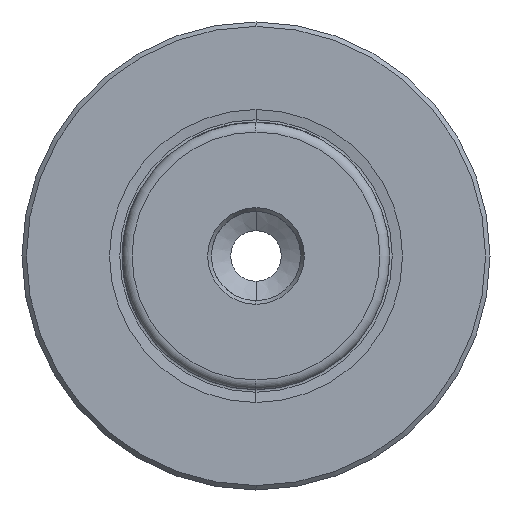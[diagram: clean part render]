
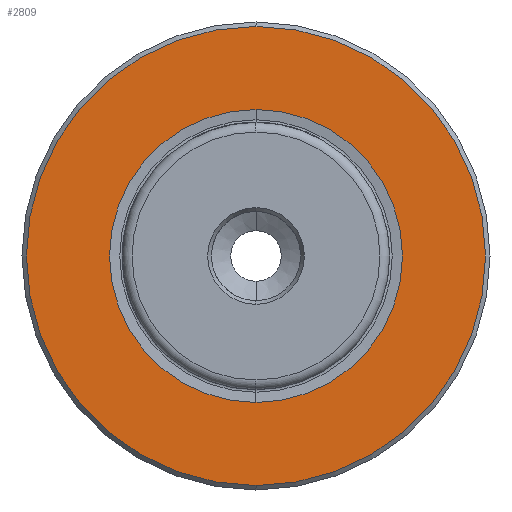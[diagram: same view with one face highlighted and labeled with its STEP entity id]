
A CAD part, left-side view. The second image highlights one B-rep face of the part: STEP entity #2809.
In plain terms, the highlighted planar face has unit normal (-1, 0, 0).
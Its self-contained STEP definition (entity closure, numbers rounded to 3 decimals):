
#44 = PLANE ( 'NONE',  #3723 ) ;
#175 = VERTEX_POINT ( 'NONE', #855 ) ;
#226 = VERTEX_POINT ( 'NONE', #850 ) ;
#349 = DIRECTION ( 'NONE',  ( 1., 0., 0. ) ) ;
#372 = CARTESIAN_POINT ( 'NONE',  ( 0., 19.715, 0. ) ) ;
#420 = DIRECTION ( 'NONE',  ( 0., 0., -1. ) ) ;
#850 = CARTESIAN_POINT ( 'NONE',  ( 0., 0., -19.715 ) ) ;
#855 = CARTESIAN_POINT ( 'NONE',  ( 0., 0., -30.9 ) ) ;
#913 = VERTEX_POINT ( 'NONE', #2511 ) ;
#1066 = CARTESIAN_POINT ( 'NONE',  ( 0., 0., 0. ) ) ;
#1278 = DIRECTION ( 'NONE',  ( 0., 0., 1. ) ) ;
#1303 = EDGE_LOOP ( 'NONE', ( #3050, #2812 ) ) ;
#1308 = DIRECTION ( 'NONE',  ( -1., 0., 0. ) ) ;
#1339 = CARTESIAN_POINT ( 'NONE',  ( 0., 0., 0. ) ) ;
#1428 = EDGE_LOOP ( 'NONE', ( #3526, #3194 ) ) ;
#1551 = DIRECTION ( 'NONE',  ( 0., 0., 1. ) ) ;
#1576 = DIRECTION ( 'NONE',  ( -1., 0., 0. ) ) ;
#2117 = CIRCLE ( 'NONE', #2672, 30.9 ) ;
#2267 = FACE_BOUND ( 'NONE', #1428, .T. ) ;
#2455 = FACE_OUTER_BOUND ( 'NONE', #1303, .T. ) ;
#2511 = CARTESIAN_POINT ( 'NONE',  ( 0., 0., 19.715 ) ) ;
#2601 = AXIS2_PLACEMENT_3D ( 'NONE', #3629, #3613, #3610 ) ;
#2619 = CIRCLE ( 'NONE', #2601, 19.715 ) ;
#2672 = AXIS2_PLACEMENT_3D ( 'NONE', #3682, #3679, #3677 ) ;
#2809 = ADVANCED_FACE ( 'NONE', ( #2267, #2455 ), #44, .F. ) ;
#2812 = ORIENTED_EDGE ( 'NONE', *, *, #3400, .T. ) ;
#2821 = CIRCLE ( 'NONE', #3146, 19.715 ) ;
#3031 = VERTEX_POINT ( 'NONE', #3709 ) ;
#3050 = ORIENTED_EDGE ( 'NONE', *, *, #3732, .T. ) ;
#3132 = AXIS2_PLACEMENT_3D ( 'NONE', #1339, #1308, #1278 ) ;
#3146 = AXIS2_PLACEMENT_3D ( 'NONE', #1066, #1576, #1551 ) ;
#3194 = ORIENTED_EDGE ( 'NONE', *, *, #3390, .F. ) ;
#3390 = EDGE_CURVE ( 'NONE', #226, #913, #2821, .T. ) ;
#3400 = EDGE_CURVE ( 'NONE', #3031, #175, #3695, .T. ) ;
#3526 = ORIENTED_EDGE ( 'NONE', *, *, #3742, .F. ) ;
#3610 = DIRECTION ( 'NONE',  ( 0., 0., 1. ) ) ;
#3613 = DIRECTION ( 'NONE',  ( -1., 0., 0. ) ) ;
#3629 = CARTESIAN_POINT ( 'NONE',  ( 0., 0., 0. ) ) ;
#3677 = DIRECTION ( 'NONE',  ( 0., 0., 1. ) ) ;
#3679 = DIRECTION ( 'NONE',  ( -1., 0., 0. ) ) ;
#3682 = CARTESIAN_POINT ( 'NONE',  ( 0., 0., 0. ) ) ;
#3695 = CIRCLE ( 'NONE', #3132, 30.9 ) ;
#3709 = CARTESIAN_POINT ( 'NONE',  ( 0., 0., 30.9 ) ) ;
#3723 = AXIS2_PLACEMENT_3D ( 'NONE', #372, #349, #420 ) ;
#3732 = EDGE_CURVE ( 'NONE', #175, #3031, #2117, .T. ) ;
#3742 = EDGE_CURVE ( 'NONE', #913, #226, #2619, .T. ) ;
